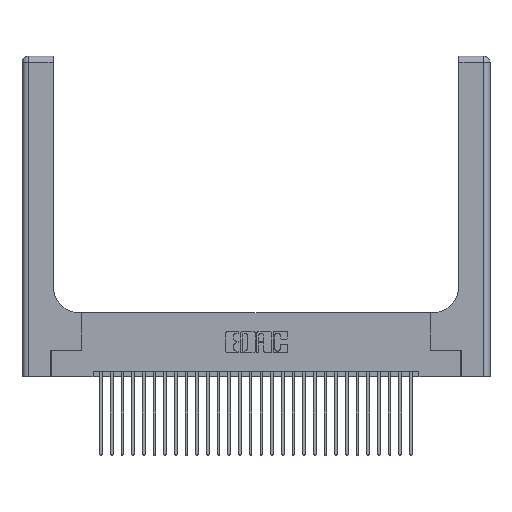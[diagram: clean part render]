
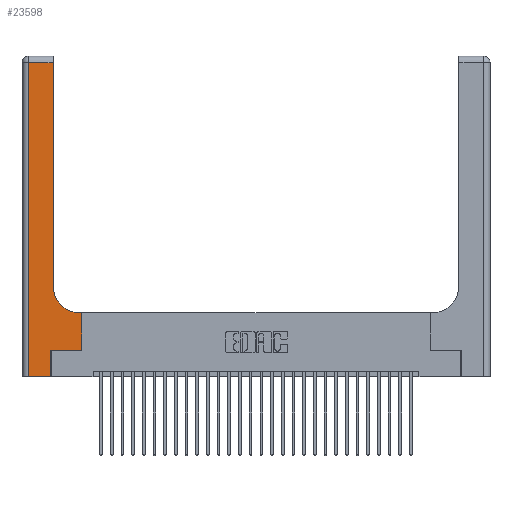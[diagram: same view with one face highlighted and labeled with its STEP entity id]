
A CAD part, top view. The second image highlights one B-rep face of the part: STEP entity #23598.
In plain terms, the highlighted planar face has unit normal (0, 0, 1).
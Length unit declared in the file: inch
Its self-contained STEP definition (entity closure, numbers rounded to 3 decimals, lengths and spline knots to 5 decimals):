
#300 = VERTEX_POINT ( 'NONE', #29943 ) ;
#1067 = CARTESIAN_POINT ( 'NONE',  ( 0., 2.94, 0.37 ) ) ;
#2536 = DIRECTION ( 'NONE',  ( 0., 0., -1. ) ) ;
#3459 = DIRECTION ( 'NONE',  ( -1., 0., 0. ) ) ;
#4179 = ORIENTED_EDGE ( 'NONE', *, *, #10724, .T. ) ;
#4366 = PLANE ( 'NONE',  #7931 ) ;
#4883 = AXIS2_PLACEMENT_3D ( 'NONE', #16704, #2536, #19048 ) ;
#4977 = CARTESIAN_POINT ( 'NONE',  ( 0.2915, 0.6, 0.37 ) ) ;
#5698 = ORIENTED_EDGE ( 'NONE', *, *, #19801, .T. ) ;
#5960 = VECTOR ( 'NONE', #8441, 39.37008 ) ;
#6065 = CARTESIAN_POINT ( 'NONE',  ( 0.06, 3., 0.37 ) ) ;
#6539 = VECTOR ( 'NONE', #25956, 39.37008 ) ;
#6783 = ORIENTED_EDGE ( 'NONE', *, *, #12905, .T. ) ;
#6861 = DIRECTION ( 'NONE',  ( 0., 0., -1. ) ) ;
#7287 = LINE ( 'NONE', #23655, #6539 ) ;
#7363 = DIRECTION ( 'NONE',  ( -1., 0., 0. ) ) ;
#7680 = LINE ( 'NONE', #9615, #13910 ) ;
#7795 = VECTOR ( 'NONE', #7363, 39.37008 ) ;
#7802 = FACE_OUTER_BOUND ( 'NONE', #10352, .T. ) ;
#7931 = AXIS2_PLACEMENT_3D ( 'NONE', #20919, #6861, #23258 ) ;
#8026 = EDGE_CURVE ( 'NONE', #28734, #20790, #18441, .T. ) ;
#8162 = EDGE_CURVE ( 'NONE', #8434, #23914, #20285, .T. ) ;
#8434 = VERTEX_POINT ( 'NONE', #22522 ) ;
#8441 = DIRECTION ( 'NONE',  ( 0., -1., 0. ) ) ;
#9010 = ORIENTED_EDGE ( 'NONE', *, *, #8026, .T. ) ;
#9615 = CARTESIAN_POINT ( 'NONE',  ( 0.5585, 0.25, 0.37 ) ) ;
#9784 = CARTESIAN_POINT ( 'NONE',  ( 0.06, 0., 0.37 ) ) ;
#9823 = CIRCLE ( 'NONE', #4883, 0.25 ) ;
#10352 = EDGE_LOOP ( 'NONE', ( #23995, #6783, #13772, #26871, #9010, #22215, #4179, #10493, #5698 ) ) ;
#10493 = ORIENTED_EDGE ( 'NONE', *, *, #8162, .T. ) ;
#10724 = EDGE_CURVE ( 'NONE', #30124, #8434, #7680, .T. ) ;
#11177 = DIRECTION ( 'NONE',  ( 0., 1., 0. ) ) ;
#11829 = VECTOR ( 'NONE', #29968, 39.37008 ) ;
#11928 = DIRECTION ( 'NONE',  ( 0., 1., 0. ) ) ;
#12905 = EDGE_CURVE ( 'NONE', #23677, #15750, #22469, .T. ) ;
#13045 = EDGE_CURVE ( 'NONE', #20790, #30124, #19545, .T. ) ;
#13313 = CARTESIAN_POINT ( 'NONE',  ( 0.269, 0., 0.37 ) ) ;
#13455 = CARTESIAN_POINT ( 'NONE',  ( 0.269, 0.25, 0.37 ) ) ;
#13772 = ORIENTED_EDGE ( 'NONE', *, *, #25358, .T. ) ;
#13910 = VECTOR ( 'NONE', #25902, 39.37008 ) ;
#15069 = CARTESIAN_POINT ( 'NONE',  ( 0.5415, 0.6, 0.37 ) ) ;
#15750 = VERTEX_POINT ( 'NONE', #16080 ) ;
#16080 = CARTESIAN_POINT ( 'NONE',  ( 0.06, 2.94, 0.37 ) ) ;
#16569 = CARTESIAN_POINT ( 'NONE',  ( 0.269, 0., 0.37 ) ) ;
#16704 = CARTESIAN_POINT ( 'NONE',  ( 0.5415, 0.85, 0.37 ) ) ;
#16801 = CARTESIAN_POINT ( 'NONE',  ( 0.5585, 0.25, 0.37 ) ) ;
#18441 = LINE ( 'NONE', #13313, #30005 ) ;
#18459 = CARTESIAN_POINT ( 'NONE',  ( 0.269, 0.25, 0.37 ) ) ;
#19048 = DIRECTION ( 'NONE',  ( 1., 0., 0. ) ) ;
#19238 = EDGE_CURVE ( 'NONE', #300, #23677, #26631, .T. ) ;
#19545 = LINE ( 'NONE', #18459, #11829 ) ;
#19801 = EDGE_CURVE ( 'NONE', #23914, #300, #9823, .T. ) ;
#20285 = LINE ( 'NONE', #4977, #7795 ) ;
#20790 = VERTEX_POINT ( 'NONE', #13455 ) ;
#20919 = CARTESIAN_POINT ( 'NONE',  ( 0., 3., 0.37 ) ) ;
#21236 = CARTESIAN_POINT ( 'NONE',  ( 0.2915, 3., 0.37 ) ) ;
#22215 = ORIENTED_EDGE ( 'NONE', *, *, #13045, .T. ) ;
#22469 = LINE ( 'NONE', #1067, #27846 ) ;
#22522 = CARTESIAN_POINT ( 'NONE',  ( 0.5585, 0.6, 0.37 ) ) ;
#23258 = DIRECTION ( 'NONE',  ( -1., 0., 0. ) ) ;
#23598 = ADVANCED_FACE ( 'NONE', ( #7802 ), #4366, .F. ) ;
#23655 = CARTESIAN_POINT ( 'NONE',  ( 0., 0., 0.37 ) ) ;
#23677 = VERTEX_POINT ( 'NONE', #28063 ) ;
#23914 = VERTEX_POINT ( 'NONE', #15069 ) ;
#23995 = ORIENTED_EDGE ( 'NONE', *, *, #19238, .T. ) ;
#24462 = VECTOR ( 'NONE', #11928, 39.37008 ) ;
#24630 = LINE ( 'NONE', #6065, #5960 ) ;
#25058 = VERTEX_POINT ( 'NONE', #9784 ) ;
#25358 = EDGE_CURVE ( 'NONE', #15750, #25058, #24630, .T. ) ;
#25902 = DIRECTION ( 'NONE',  ( 0., 1., 0. ) ) ;
#25956 = DIRECTION ( 'NONE',  ( 1., 0., 0. ) ) ;
#26631 = LINE ( 'NONE', #21236, #24462 ) ;
#26871 = ORIENTED_EDGE ( 'NONE', *, *, #27603, .T. ) ;
#27603 = EDGE_CURVE ( 'NONE', #25058, #28734, #7287, .T. ) ;
#27846 = VECTOR ( 'NONE', #3459, 39.37008 ) ;
#28063 = CARTESIAN_POINT ( 'NONE',  ( 0.2915, 2.94, 0.37 ) ) ;
#28734 = VERTEX_POINT ( 'NONE', #16569 ) ;
#29943 = CARTESIAN_POINT ( 'NONE',  ( 0.2915, 0.85, 0.37 ) ) ;
#29968 = DIRECTION ( 'NONE',  ( 1., 0., 0. ) ) ;
#30005 = VECTOR ( 'NONE', #11177, 39.37008 ) ;
#30124 = VERTEX_POINT ( 'NONE', #16801 ) ;
